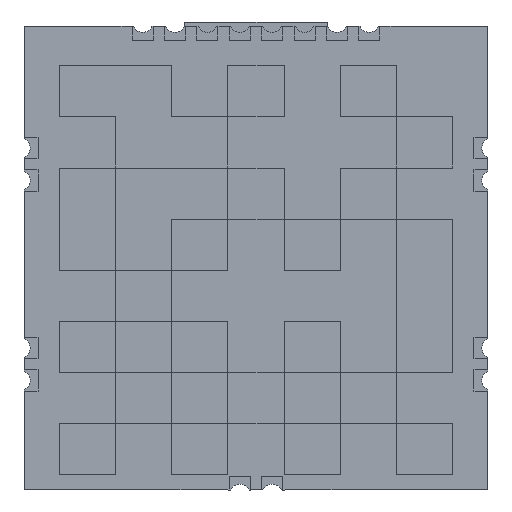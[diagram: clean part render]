
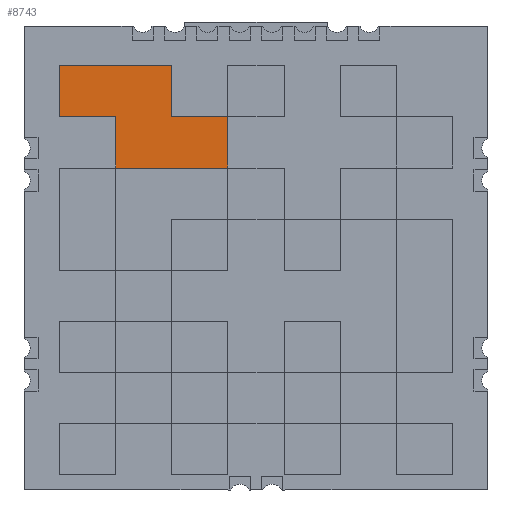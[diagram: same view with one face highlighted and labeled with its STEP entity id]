
A CAD part, front view. The second image highlights one B-rep face of the part: STEP entity #8743.
In plain terms, the highlighted planar face has unit normal (0, -1, 0).
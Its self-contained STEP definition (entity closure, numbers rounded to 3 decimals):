
#512 = LINE ( 'NONE', #11117, #3637 ) ;
#591 = EDGE_CURVE ( 'NONE', #16494, #15480, #1731, .T. ) ;
#634 = ORIENTED_EDGE ( 'NONE', *, *, #2344, .T. ) ;
#1339 = EDGE_CURVE ( 'NONE', #6848, #8749, #10823, .T. ) ;
#1731 = LINE ( 'NONE', #5575, #5688 ) ;
#1986 = CARTESIAN_POINT ( 'NONE',  ( -5.807, -0.01, 9.76 ) ) ;
#2217 = DIRECTION ( 'NONE',  ( 0., 0., -1. ) ) ;
#2275 = ORIENTED_EDGE ( 'NONE', *, *, #4631, .T. ) ;
#2344 = EDGE_CURVE ( 'NONE', #8749, #15354, #14996, .T. ) ;
#2584 = VECTOR ( 'NONE', #17169, 1000. ) ;
#3047 = DIRECTION ( 'NONE',  ( 1., 0., 0. ) ) ;
#3214 = VECTOR ( 'NONE', #5581, 1000. ) ;
#3240 = VECTOR ( 'NONE', #15665, 1000. ) ;
#3398 = CARTESIAN_POINT ( 'NONE',  ( 0., -0.01, 6.23 ) ) ;
#3480 = DIRECTION ( 'NONE',  ( 1., 0., 0. ) ) ;
#3637 = VECTOR ( 'NONE', #9392, 1000. ) ;
#3836 = VERTEX_POINT ( 'NONE', #9145 ) ;
#4300 = ORIENTED_EDGE ( 'NONE', *, *, #14928, .F. ) ;
#4398 = CARTESIAN_POINT ( 'NONE',  ( -1.936, -0.01, 6.23 ) ) ;
#4631 = EDGE_CURVE ( 'NONE', #3836, #6848, #14647, .T. ) ;
#5149 = CARTESIAN_POINT ( 'NONE',  ( -13.55, -0.01, 0. ) ) ;
#5292 = CARTESIAN_POINT ( 'NONE',  ( -5.807, -0.01, 13.29 ) ) ;
#5575 = CARTESIAN_POINT ( 'NONE',  ( 0., -0.01, 9.76 ) ) ;
#5581 = DIRECTION ( 'NONE',  ( 0., 0., -1. ) ) ;
#5596 = EDGE_LOOP ( 'NONE', ( #15951, #634, #15415, #11167, #13195, #4300, #10581, #2275 ) ) ;
#5688 = VECTOR ( 'NONE', #3047, 1000. ) ;
#6715 = EDGE_CURVE ( 'NONE', #3836, #6908, #13668, .T. ) ;
#6848 = VERTEX_POINT ( 'NONE', #16136 ) ;
#6908 = VERTEX_POINT ( 'NONE', #5292 ) ;
#7522 = CARTESIAN_POINT ( 'NONE',  ( -9.679, -0.01, 9.76 ) ) ;
#7693 = CARTESIAN_POINT ( 'NONE',  ( 0., -0.01, 0. ) ) ;
#7947 = CARTESIAN_POINT ( 'NONE',  ( 0., -0.01, 9.76 ) ) ;
#8529 = AXIS2_PLACEMENT_3D ( 'NONE', #7693, #14146, #2217 ) ;
#8743 = ADVANCED_FACE ( 'NONE', ( #14309 ), #8919, .T. ) ;
#8749 = VERTEX_POINT ( 'NONE', #7522 ) ;
#8901 = VECTOR ( 'NONE', #8908, 1000. ) ;
#8908 = DIRECTION ( 'NONE',  ( 0., 0., -1. ) ) ;
#8919 = PLANE ( 'NONE',  #8529 ) ;
#9145 = CARTESIAN_POINT ( 'NONE',  ( -13.55, -0.01, 13.29 ) ) ;
#9392 = DIRECTION ( 'NONE',  ( 0., 0., -1. ) ) ;
#9788 = CARTESIAN_POINT ( 'NONE',  ( -9.679, -0.01, 6.23 ) ) ;
#10245 = VECTOR ( 'NONE', #3480, 1000. ) ;
#10564 = CARTESIAN_POINT ( 'NONE',  ( -1.936, -0.01, 9.76 ) ) ;
#10581 = ORIENTED_EDGE ( 'NONE', *, *, #6715, .F. ) ;
#10823 = LINE ( 'NONE', #7947, #2584 ) ;
#11063 = CARTESIAN_POINT ( 'NONE',  ( -9.679, -0.01, 0. ) ) ;
#11117 = CARTESIAN_POINT ( 'NONE',  ( -5.807, -0.01, 0. ) ) ;
#11167 = ORIENTED_EDGE ( 'NONE', *, *, #15664, .F. ) ;
#11210 = DIRECTION ( 'NONE',  ( 1., 0., 0. ) ) ;
#11350 = LINE ( 'NONE', #14037, #8901 ) ;
#11860 = VECTOR ( 'NONE', #11210, 1000. ) ;
#12545 = LINE ( 'NONE', #3398, #10245 ) ;
#13195 = ORIENTED_EDGE ( 'NONE', *, *, #591, .F. ) ;
#13668 = LINE ( 'NONE', #13913, #11860 ) ;
#13694 = EDGE_CURVE ( 'NONE', #15354, #15875, #12545, .T. ) ;
#13913 = CARTESIAN_POINT ( 'NONE',  ( 0., -0.01, 13.29 ) ) ;
#14037 = CARTESIAN_POINT ( 'NONE',  ( -1.936, -0.01, 0. ) ) ;
#14146 = DIRECTION ( 'NONE',  ( 0., -1., 0. ) ) ;
#14309 = FACE_OUTER_BOUND ( 'NONE', #5596, .T. ) ;
#14647 = LINE ( 'NONE', #5149, #3240 ) ;
#14928 = EDGE_CURVE ( 'NONE', #6908, #16494, #512, .T. ) ;
#14996 = LINE ( 'NONE', #11063, #3214 ) ;
#15354 = VERTEX_POINT ( 'NONE', #9788 ) ;
#15415 = ORIENTED_EDGE ( 'NONE', *, *, #13694, .T. ) ;
#15480 = VERTEX_POINT ( 'NONE', #10564 ) ;
#15664 = EDGE_CURVE ( 'NONE', #15480, #15875, #11350, .T. ) ;
#15665 = DIRECTION ( 'NONE',  ( 0., 0., -1. ) ) ;
#15875 = VERTEX_POINT ( 'NONE', #4398 ) ;
#15951 = ORIENTED_EDGE ( 'NONE', *, *, #1339, .T. ) ;
#16136 = CARTESIAN_POINT ( 'NONE',  ( -13.55, -0.01, 9.76 ) ) ;
#16494 = VERTEX_POINT ( 'NONE', #1986 ) ;
#17169 = DIRECTION ( 'NONE',  ( 1., 0., 0. ) ) ;
